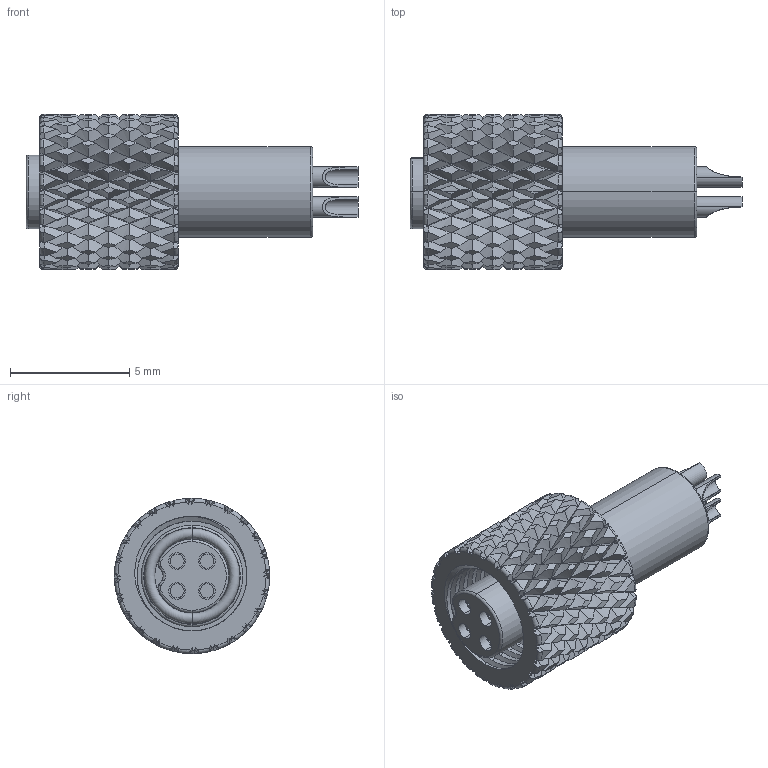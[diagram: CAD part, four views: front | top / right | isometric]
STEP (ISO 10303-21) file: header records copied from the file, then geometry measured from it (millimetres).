
FILE_DESCRIPTION (( 'STEP AP203' ), '1' );
FILE_NAME ('50-00605_revA.STEP', '2018-08-23T15:37:13', ( '' ), ( '' ), 'SwSTEP 2.0', 'SolidWorks 2015', '' );
FILE_SCHEMA (( 'CONFIG_CONTROL_DESIGN' ));
Length unit declared in the file: millimetre
Products named in the file (5): M5Female_socket; M5F4P; M5Female_inline threads; M5_oring_small; 50-00605_revA
Assembly tree (7 placements, depth 2):
  50-00605_revA
    M5Female_inline threads
    M5F4P
    M5Female_socket  x4
    M5_oring_small
Bounding box: 13.9 x 6.5 x 6.5 mm (x, y, z)
Volume: 184.7 mm3; surface area: 885.1 mm2
Topology: 7 solids, 7 shells, 1303 faces, 2946 edges, 1662 vertices
Faces by surface type: bspline 775, cylinder 303, torus 112, plane 97, cone 16
Entity records: 44748 total; most frequent: CARTESIAN_POINT 22703, ORIENTED_EDGE 5604, EDGE_CURVE 2802, DIRECTION 2250, B_SPLINE_CURVE_WITH_KNOTS 1758, VERTEX_POINT 1578, EDGE_LOOP 1254, FACE_OUTER_BOUND 1237
